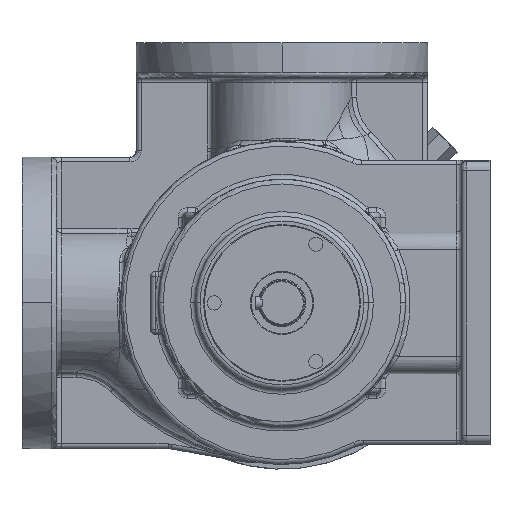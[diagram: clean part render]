
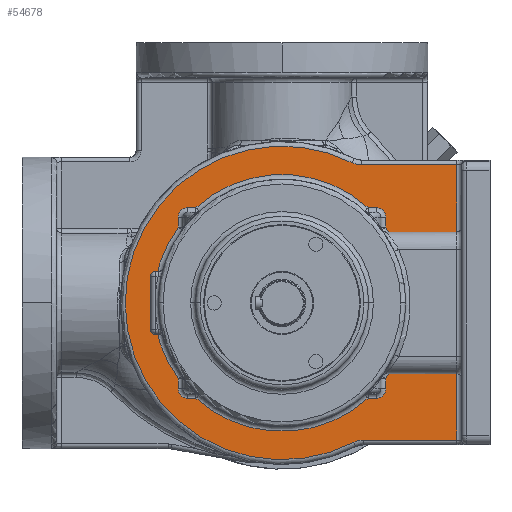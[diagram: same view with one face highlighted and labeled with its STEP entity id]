
A CAD part, left-side view. The second image highlights one B-rep face of the part: STEP entity #54678.
In plain terms, the highlighted planar face has unit normal (-1, 0, 0).
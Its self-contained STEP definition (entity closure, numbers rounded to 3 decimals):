
#14094=CARTESIAN_POINT('',(-12.,0.,0.));
#14095=DIRECTION('',(-1.,0.,0.));
#14096=DIRECTION('',(0.,-0.447,0.895));
#14097=AXIS2_PLACEMENT_3D('',#14094,#14095,#14096);
#14104=DIRECTION('',(0.,0.,1.));
#14105=VECTOR('',#14104,6.342);
#14106=CARTESIAN_POINT('',(-12.,-65.75,48.158));
#14107=LINE('',#14106,#14105);
#14108=DIRECTION('',(0.,1.,0.));
#14109=VECTOR('',#14108,5.142);
#14110=CARTESIAN_POINT('',(-12.,-59.75,60.5));
#14111=LINE('',#14110,#14109);
#14112=DIRECTION('',(0.,1.,0.));
#14113=VECTOR('',#14112,5.142);
#14114=CARTESIAN_POINT('',(-12.,54.608,60.5));
#14115=LINE('',#14114,#14113);
#14116=DIRECTION('',(0.,0.,-1.));
#14117=VECTOR('',#14116,6.342);
#14118=CARTESIAN_POINT('',(-12.,65.75,54.5));
#14119=LINE('',#14118,#14117);
#14120=DIRECTION('',(0.,0.,-1.));
#14121=VECTOR('',#14120,6.342);
#14122=CARTESIAN_POINT('',(-12.,65.75,-48.158));
#14123=LINE('',#14122,#14121);
#14124=DIRECTION('',(0.,-1.,0.));
#14125=VECTOR('',#14124,5.142);
#14126=CARTESIAN_POINT('',(-12.,59.75,-60.5));
#14127=LINE('',#14126,#14125);
#14128=DIRECTION('',(0.,-1.,0.));
#14129=VECTOR('',#14128,5.142);
#14130=CARTESIAN_POINT('',(-12.,-54.608,-60.5));
#14131=LINE('',#14130,#14129);
#14132=DIRECTION('',(0.,0.,1.));
#14133=VECTOR('',#14132,6.342);
#14134=CARTESIAN_POINT('',(-12.,-65.75,-54.5));
#14135=LINE('',#14134,#14133);
#14136=DIRECTION('',(0.,-1.,0.));
#14137=VECTOR('',#14136,29.894);
#14138=CARTESIAN_POINT('',(-12.,-81.106,
-8.));
#14139=LINE('',#14138,#14137);
#14140=DIRECTION('',(0.,0.,1.));
#14141=VECTOR('',#14140,79.);
#14142=CARTESIAN_POINT('',(-12.,-111.,-87.));
#14143=LINE('',#14142,#14141);
#14144=DIRECTION('',(0.,-1.,0.));
#14145=VECTOR('',#14144,59.461);
#14146=CARTESIAN_POINT('',(-12.,-51.539,-87.));
#14147=LINE('',#14146,#14145);
#14148=CARTESIAN_POINT('',(-12.,-51.539,-100.));
#14149=DIRECTION('',(1.,0.,0.));
#14150=DIRECTION('',(0.,0.458,0.889));
#14151=AXIS2_PLACEMENT_3D('',#14148,#14149,#14150);
#14153=CARTESIAN_POINT('',(-12.,-50.292,100.633));
#14154=DIRECTION('',(1.,0.,0.));
#14155=DIRECTION('',(0.,0.,-1.));
#14156=AXIS2_PLACEMENT_3D('',#14153,#14154,#14155);
#14158=DIRECTION('',(0.,1.,0.));
#14159=VECTOR('',#14158,60.708);
#14160=CARTESIAN_POINT('',(-12.,-111.,87.633));
#14161=LINE('',#14160,#14159);
#14162=DIRECTION('',(0.,0.,1.));
#14163=VECTOR('',#14162,79.633);
#14164=CARTESIAN_POINT('',(-12.,-111.,
8.));
#14165=LINE('',#14164,#14163);
#14166=DIRECTION('',(0.,-1.,0.));
#14167=VECTOR('',#14166,29.894);
#14168=CARTESIAN_POINT('',(-12.,-81.106,
8.));
#14169=LINE('',#14168,#14167);
#14170=CARTESIAN_POINT('',(-12.,0.,0.));
#14171=DIRECTION('',(1.,0.,0.));
#14172=DIRECTION('',(0.,-0.807,0.591));
#14173=AXIS2_PLACEMENT_3D('',#14170,#14171,#14172);
#14789=CARTESIAN_POINT('',(-12.,59.75,-54.5));
#14790=DIRECTION('',(1.,0.,0.));
#14791=DIRECTION('',(0.,0.,-1.));
#14792=AXIS2_PLACEMENT_3D('',#14789,#14790,#14791);
#14814=CARTESIAN_POINT('',(-12.,0.,0.));
#14815=DIRECTION('',(1.,0.,0.));
#14816=DIRECTION('',(0.,0.807,-0.591));
#14817=AXIS2_PLACEMENT_3D('',#14814,#14815,#14816);
#14834=CARTESIAN_POINT('',(-12.,59.75,54.5));
#14835=DIRECTION('',(1.,0.,0.));
#14836=DIRECTION('',(0.,1.,0.));
#14837=AXIS2_PLACEMENT_3D('',#14834,#14835,#14836);
#14869=CARTESIAN_POINT('',(-12.,0.,0.));
#14870=DIRECTION('',(1.,0.,0.));
#14871=DIRECTION('',(0.,0.67,0.742));
#14872=AXIS2_PLACEMENT_3D('',#14869,#14870,#14871);
#14884=CARTESIAN_POINT('',(-12.,-59.75,54.5));
#14885=DIRECTION('',(1.,0.,0.));
#14886=DIRECTION('',(0.,0.,1.));
#14887=AXIS2_PLACEMENT_3D('',#14884,#14885,#14886);
#15347=CARTESIAN_POINT('',(-12.,0.,0.));
#15348=DIRECTION('',(1.,0.,0.));
#15349=DIRECTION('',(0.,-0.67,-0.742));
#15350=AXIS2_PLACEMENT_3D('',#15347,#15348,#15349);
#15449=CARTESIAN_POINT('',(-12.,-59.75,-54.5));
#15450=DIRECTION('',(1.,0.,0.));
#15451=DIRECTION('',(0.,-1.,0.));
#15452=AXIS2_PLACEMENT_3D('',#15449,#15450,#15451);
#15541=CARTESIAN_POINT('',(-12.,0.,0.));
#15542=DIRECTION('',(1.,0.,0.));
#15543=DIRECTION('',(0.,-0.995,-0.098));
#15544=AXIS2_PLACEMENT_3D('',#15541,#15542,#15543);
#21175=CARTESIAN_POINT('',(-12.,-44.48,89.004));
#21176=CARTESIAN_POINT('',(-12.,-45.583,-88.444));
#21177=VERTEX_POINT('',#21175);
#21178=VERTEX_POINT('',#21176);
#21179=CARTESIAN_POINT('',(-12.,-54.608,-60.5));
#21181=VERTEX_POINT('',#21179);
#21185=CARTESIAN_POINT('',(-12.,-54.608,60.5));
#21187=VERTEX_POINT('',#21185);
#21191=CARTESIAN_POINT('',(-12.,54.608,60.5));
#21193=VERTEX_POINT('',#21191);
#21197=CARTESIAN_POINT('',(-12.,54.608,-60.5));
#21199=VERTEX_POINT('',#21197);
#21215=CARTESIAN_POINT('',(-12.,-65.75,48.158));
#21217=VERTEX_POINT('',#21215);
#21226=CARTESIAN_POINT('',(-12.,-59.75,60.5));
#21227=VERTEX_POINT('',#21226);
#21228=CARTESIAN_POINT('',(-12.,-65.75,54.5));
#21229=VERTEX_POINT('',#21228);
#21230=CARTESIAN_POINT('',(-12.,65.75,-48.158));
#21232=VERTEX_POINT('',#21230);
#21252=CARTESIAN_POINT('',(-12.,59.75,-60.5));
#21253=VERTEX_POINT('',#21252);
#21254=CARTESIAN_POINT('',(-12.,65.75,-54.5));
#21255=VERTEX_POINT('',#21254);
#21256=CARTESIAN_POINT('',(-12.,65.75,48.158));
#21258=VERTEX_POINT('',#21256);
#21278=CARTESIAN_POINT('',(-12.,65.75,54.5));
#21279=VERTEX_POINT('',#21278);
#21280=CARTESIAN_POINT('',(-12.,59.75,60.5));
#21281=VERTEX_POINT('',#21280);
#21294=CARTESIAN_POINT('',(-12.,-65.75,-48.158));
#21296=VERTEX_POINT('',#21294);
#21305=CARTESIAN_POINT('',(-12.,-65.75,-54.5));
#21306=VERTEX_POINT('',#21305);
#21307=CARTESIAN_POINT('',(-12.,-59.75,-60.5));
#21308=VERTEX_POINT('',#21307);
#21374=CARTESIAN_POINT('',(-12.,-111.,-87.));
#21376=VERTEX_POINT('',#21374);
#21384=CARTESIAN_POINT('',(-12.,-51.539,-87.));
#21385=VERTEX_POINT('',#21384);
#21388=CARTESIAN_POINT('',(-12.,-111.,87.633));
#21389=VERTEX_POINT('',#21388);
#21410=CARTESIAN_POINT('',(-12.,-81.106,8.));
#21411=VERTEX_POINT('',#21410);
#21414=CARTESIAN_POINT('',(-12.,-81.106,-8.));
#21415=VERTEX_POINT('',#21414);
#21430=CARTESIAN_POINT('',(-12.,-111.,
-8.));
#21431=VERTEX_POINT('',#21430);
#21432=CARTESIAN_POINT('',(-12.,-111.,
8.));
#21433=VERTEX_POINT('',#21432);
#21462=CARTESIAN_POINT('',(-12.,-50.292,87.633));
#21463=VERTEX_POINT('',#21462);
#54621=CARTESIAN_POINT('',(-12.,0.,0.));
#54622=DIRECTION('',(1.,0.,0.));
#54623=DIRECTION('',(0.,-1.,0.));
#54624=AXIS2_PLACEMENT_3D('',#54621,#54622,#54623);
#54625=PLANE('',#54624);
#54627=ORIENTED_EDGE('',*,*,#54626,.F.);
#54629=ORIENTED_EDGE('',*,*,#54628,.T.);
#54631=ORIENTED_EDGE('',*,*,#54630,.F.);
#54633=ORIENTED_EDGE('',*,*,#54632,.T.);
#54635=ORIENTED_EDGE('',*,*,#54634,.F.);
#54637=ORIENTED_EDGE('',*,*,#54636,.T.);
#54639=ORIENTED_EDGE('',*,*,#54638,.F.);
#54641=ORIENTED_EDGE('',*,*,#54640,.T.);
#54643=ORIENTED_EDGE('',*,*,#54642,.F.);
#54645=ORIENTED_EDGE('',*,*,#54644,.T.);
#54647=ORIENTED_EDGE('',*,*,#54646,.F.);
#54649=ORIENTED_EDGE('',*,*,#54648,.T.);
#54651=ORIENTED_EDGE('',*,*,#54650,.F.);
#54653=ORIENTED_EDGE('',*,*,#54652,.T.);
#54655=ORIENTED_EDGE('',*,*,#54654,.F.);
#54657=ORIENTED_EDGE('',*,*,#54656,.T.);
#54659=ORIENTED_EDGE('',*,*,#54658,.F.);
#54661=ORIENTED_EDGE('',*,*,#54660,.T.);
#54663=ORIENTED_EDGE('',*,*,#54662,.F.);
#54665=ORIENTED_EDGE('',*,*,#54664,.F.);
#54667=ORIENTED_EDGE('',*,*,#54666,.F.);
#54668=ORIENTED_EDGE('',*,*,#54599,.F.);
#54669=ORIENTED_EDGE('',*,*,#54611,.F.);
#54671=ORIENTED_EDGE('',*,*,#54670,.F.);
#54673=ORIENTED_EDGE('',*,*,#54672,.F.);
#54675=ORIENTED_EDGE('',*,*,#54674,.F.);
#54676=EDGE_LOOP('',(#54627,#54629,#54631,#54633,#54635,#54637,#54639,#54641,
#54643,#54645,#54647,#54649,#54651,#54653,#54655,#54657,#54659,#54661,#54663,
#54665,#54667,#54668,#54669,#54671,#54673,#54675));
#54677=FACE_OUTER_BOUND('',#54676,.F.);
#54678=ADVANCED_FACE('',(#54677),#54625,.F.);
#14098=CIRCLE('',#14097,99.5);
#14152=CIRCLE('',#14151,13.);
#14157=CIRCLE('',#14156,13.);
#14174=CIRCLE('',#14173,81.5);
#14793=CIRCLE('',#14792,6.);
#14818=CIRCLE('',#14817,81.5);
#14838=CIRCLE('',#14837,6.);
#14873=CIRCLE('',#14872,81.5);
#14888=CIRCLE('',#14887,6.);
#15351=CIRCLE('',#15350,81.5);
#15453=CIRCLE('',#15452,6.);
#15545=CIRCLE('',#15544,81.5);
#54599=EDGE_CURVE('',#21177,#21178,#14098,.T.);
#54611=EDGE_CURVE('',#21463,#21177,#14157,.T.);
#54626=EDGE_CURVE('',#21217,#21411,#14174,.T.);
#54628=EDGE_CURVE('',#21217,#21229,#14107,.T.);
#54630=EDGE_CURVE('',#21227,#21229,#14888,.T.);
#54632=EDGE_CURVE('',#21227,#21187,#14111,.T.);
#54634=EDGE_CURVE('',#21193,#21187,#14873,.T.);
#54636=EDGE_CURVE('',#21193,#21281,#14115,.T.);
#54638=EDGE_CURVE('',#21279,#21281,#14838,.T.);
#54640=EDGE_CURVE('',#21279,#21258,#14119,.T.);
#54642=EDGE_CURVE('',#21232,#21258,#14818,.T.);
#54644=EDGE_CURVE('',#21232,#21255,#14123,.T.);
#54646=EDGE_CURVE('',#21253,#21255,#14793,.T.);
#54648=EDGE_CURVE('',#21253,#21199,#14127,.T.);
#54650=EDGE_CURVE('',#21181,#21199,#15351,.T.);
#54652=EDGE_CURVE('',#21181,#21308,#14131,.T.);
#54654=EDGE_CURVE('',#21306,#21308,#15453,.T.);
#54656=EDGE_CURVE('',#21306,#21296,#14135,.T.);
#54658=EDGE_CURVE('',#21415,#21296,#15545,.T.);
#54660=EDGE_CURVE('',#21415,#21431,#14139,.T.);
#54662=EDGE_CURVE('',#21376,#21431,#14143,.T.);
#54664=EDGE_CURVE('',#21385,#21376,#14147,.T.);
#54666=EDGE_CURVE('',#21178,#21385,#14152,.T.);
#54670=EDGE_CURVE('',#21389,#21463,#14161,.T.);
#54672=EDGE_CURVE('',#21433,#21389,#14165,.T.);
#54674=EDGE_CURVE('',#21411,#21433,#14169,.T.);
